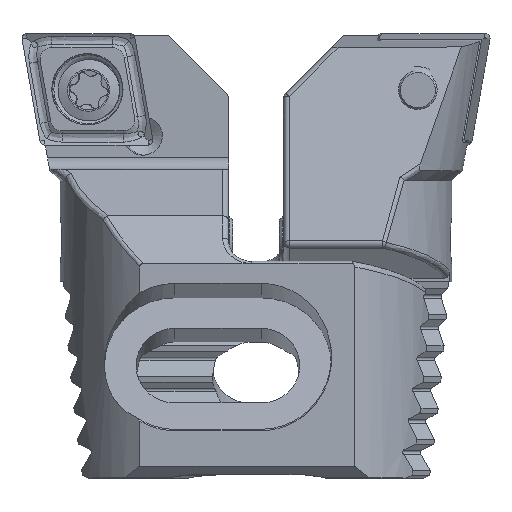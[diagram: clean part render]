
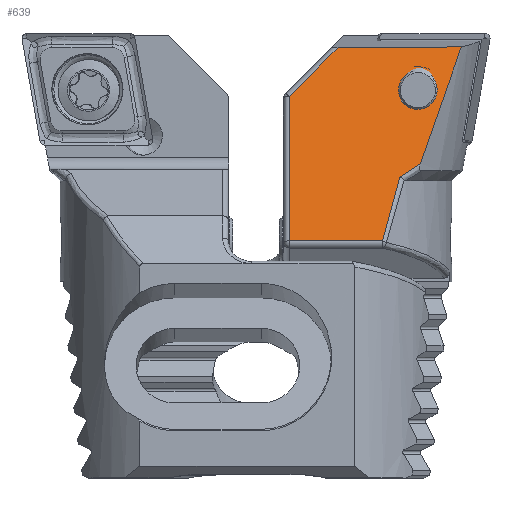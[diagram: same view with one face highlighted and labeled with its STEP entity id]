
A CAD part, top view. The second image highlights one B-rep face of the part: STEP entity #639.
In plain terms, the highlighted face is planar.
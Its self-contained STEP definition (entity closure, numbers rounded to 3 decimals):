
#155 = CARTESIAN_POINT ( 'NONE',  ( 2.593, -3.858, -8.552 ) ) ;
#187 = EDGE_CURVE ( 'NONE', #2639, #6091, #6181, .T. ) ;
#277 = CARTESIAN_POINT ( 'NONE',  ( 39.15, -0.381, -7.62 ) ) ;
#282 = VERTEX_POINT ( 'NONE', #7459 ) ;
#332 = EDGE_LOOP ( 'NONE', ( #1732 ) ) ;
#615 = ORIENTED_EDGE ( 'NONE', *, *, #4809, .T. ) ;
#639 = ADVANCED_FACE ( 'NONE', ( #4439, #4073 ), #2540, .F. ) ;
#648 = CARTESIAN_POINT ( 'NONE',  ( 6.519, -11.507, -10.601 ) ) ;
#660 = CARTESIAN_POINT ( 'NONE',  ( 17.15, -17.738, -12.271 ) ) ;
#676 = CARTESIAN_POINT ( 'NONE',  ( 9.74, -5.831, -9.08 ) ) ;
#975 = CARTESIAN_POINT ( 'NONE',  ( 5.827, -3.225, -8.382 ) ) ;
#1060 = VERTEX_POINT ( 'NONE', #5529 ) ;
#1167 = CARTESIAN_POINT ( 'NONE',  ( 6.506, -6.464, -9.25 ) ) ;
#1205 = CARTESIAN_POINT ( 'NONE',  ( 4.732, -7.998, -9.661 ) ) ;
#1215 = CARTESIAN_POINT ( 'NONE',  ( 8.152, -14.213, -11.326 ) ) ;
#1470 = VECTOR ( 'NONE', #3355, 1000. ) ;
#1704 = ORIENTED_EDGE ( 'NONE', *, *, #1978, .T. ) ;
#1721 = EDGE_CURVE ( 'NONE', #6091, #1060, #2729, .T. ) ;
#1732 = ORIENTED_EDGE ( 'NONE', *, *, #5301, .T. ) ;
#1734 = CARTESIAN_POINT ( 'NONE',  ( 8.653, -16.041, -11.816 ) ) ;
#1873 = DIRECTION ( 'NONE',  ( 0.695, -0.695, -0.186 ) ) ;
#1915 = CARTESIAN_POINT ( 'NONE',  ( 7.098, -11.891, -10.704 ) ) ;
#1978 = EDGE_CURVE ( 'NONE', #4460, #6893, #6541, .T. ) ;
#2119 = CARTESIAN_POINT ( 'NONE',  ( 7.686, -12.263, -10.804 ) ) ;
#2183 =( BOUNDED_CURVE ( )  B_SPLINE_CURVE ( 3, ( #4321, #155, #5522, #1167, #676, #5501, #4950 ),
 .UNSPECIFIED., .T., .T. ) 
 B_SPLINE_CURVE_WITH_KNOTS ( ( 4, 3, 4 ),
 ( 0., 3.142, 6.283 ),
 .UNSPECIFIED. ) 
 CURVE ( )  GEOMETRIC_REPRESENTATION_ITEM ( )  RATIONAL_B_SPLINE_CURVE ( ( 1., 0.333, 0.333, 1., 0.333, 0.333, 1. ) ) 
 REPRESENTATION_ITEM ( '' )  );
#2209 = ORIENTED_EDGE ( 'NONE', *, *, #6338, .T. ) ;
#2540 = PLANE ( 'NONE',  #3364 ) ;
#2554 = CARTESIAN_POINT ( 'NONE',  ( 25.179, -13.416, -11.113 ) ) ;
#2639 = VERTEX_POINT ( 'NONE', #2119 ) ;
#2699 = EDGE_CURVE ( 'NONE', #6893, #282, #5128, .T. ) ;
#2729 =( BOUNDED_CURVE ( )  B_SPLINE_CURVE ( 3, ( #4792, #1205, #3077, #3552 ),
 .UNSPECIFIED., .F., .F. ) 
 B_SPLINE_CURVE_WITH_KNOTS ( ( 4, 4 ),
 ( 4.093, 4.28 ),
 .UNSPECIFIED. ) 
 CURVE ( )  GEOMETRIC_REPRESENTATION_ITEM ( )  RATIONAL_B_SPLINE_CURVE ( ( 1., 0.997, 0.997, 1. ) ) 
 REPRESENTATION_ITEM ( '' )  );
#3077 = CARTESIAN_POINT ( 'NONE',  ( 3.562, -4.668, -8.769 ) ) ;
#3086 = EDGE_LOOP ( 'NONE', ( #3633, #3450, #7726, #2209, #1704, #6012, #615 ) ) ;
#3355 = DIRECTION ( 'NONE',  ( -1., 0.007, 0.002 ) ) ;
#3364 = AXIS2_PLACEMENT_3D ( 'NONE', #277, #3961, #3370 ) ;
#3370 = DIRECTION ( 'NONE',  ( 0., -0.966, -0.259 ) ) ;
#3450 = ORIENTED_EDGE ( 'NONE', *, *, #1721, .T. ) ;
#3458 = CARTESIAN_POINT ( 'NONE',  ( 39.15, -17.738, -12.271 ) ) ;
#3552 = CARTESIAN_POINT ( 'NONE',  ( 2.446, -1.152, -7.827 ) ) ;
#3633 = ORIENTED_EDGE ( 'NONE', *, *, #187, .T. ) ;
#3651 = CARTESIAN_POINT ( 'NONE',  ( 7.686, -12.263, -10.804 ) ) ;
#3961 = DIRECTION ( 'NONE',  ( 0., -0.259, 0.966 ) ) ;
#3964 = DIRECTION ( 'NONE',  ( 0., -0.966, -0.259 ) ) ;
#4073 = FACE_OUTER_BOUND ( 'NONE', #3086, .T. ) ;
#4110 = VECTOR ( 'NONE', #7600, 1000. ) ;
#4245 = CARTESIAN_POINT ( 'NONE',  ( 9.185, -17.738, -12.271 ) ) ;
#4321 = CARTESIAN_POINT ( 'NONE',  ( 5.827, -3.225, -8.382 ) ) ;
#4439 = FACE_BOUND ( 'NONE', #332, .T. ) ;
#4460 = VERTEX_POINT ( 'NONE', #6577 ) ;
#4549 = CARTESIAN_POINT ( 'NONE',  ( 39.143, -1.396, -7.892 ) ) ;
#4630 = VECTOR ( 'NONE', #1873, 1000. ) ;
#4792 = CARTESIAN_POINT ( 'NONE',  ( 5.947, -11.113, -10.496 ) ) ;
#4809 = EDGE_CURVE ( 'NONE', #282, #2639, #6485, .T. ) ;
#4950 = CARTESIAN_POINT ( 'NONE',  ( 5.827, -3.225, -8.382 ) ) ;
#4971 = CARTESIAN_POINT ( 'NONE',  ( 7.686, -12.263, -10.804 ) ) ;
#5128 = LINE ( 'NONE', #3458, #4110 ) ;
#5253 = LINE ( 'NONE', #4549, #1470 ) ;
#5301 = EDGE_CURVE ( 'NONE', #5935, #5935, #2183, .T. ) ;
#5501 = CARTESIAN_POINT ( 'NONE',  ( 9.061, -2.593, -8.212 ) ) ;
#5522 = CARTESIAN_POINT ( 'NONE',  ( 3.272, -7.097, -9.419 ) ) ;
#5529 = CARTESIAN_POINT ( 'NONE',  ( 2.446, -1.152, -7.827 ) ) ;
#5595 = VECTOR ( 'NONE', #3964, 1000. ) ;
#5777 = VERTEX_POINT ( 'NONE', #7329 ) ;
#5935 = VERTEX_POINT ( 'NONE', #975 ) ;
#6012 = ORIENTED_EDGE ( 'NONE', *, *, #2699, .T. ) ;
#6091 = VERTEX_POINT ( 'NONE', #7196 ) ;
#6181 = B_SPLINE_CURVE_WITH_KNOTS ( 'NONE', 3,
 ( #4971, #1915, #648, #6649 ),
 .UNSPECIFIED., .F., .F.,
 ( 4, 4 ),
 ( 0., 0.002 ),
 .UNSPECIFIED. ) ;
#6197 = LINE ( 'NONE', #2554, #4630 ) ;
#6338 = EDGE_CURVE ( 'NONE', #5777, #4460, #6197, .T. ) ;
#6485 =( BOUNDED_CURVE ( )  B_SPLINE_CURVE ( 3, ( #4245, #1734, #1215, #3651 ),
 .UNSPECIFIED., .F., .T. ) 
 B_SPLINE_CURVE_WITH_KNOTS ( ( 4, 4 ),
 ( 3.848, 3.984 ),
 .UNSPECIFIED. ) 
 CURVE ( )  GEOMETRIC_REPRESENTATION_ITEM ( )  RATIONAL_B_SPLINE_CURVE ( ( 1., 0.998, 0.998, 1. ) ) 
 REPRESENTATION_ITEM ( '' )  );
#6541 = LINE ( 'NONE', #7512, #5595 ) ;
#6577 = CARTESIAN_POINT ( 'NONE',  ( 17.15, -5.387, -8.961 ) ) ;
#6649 = CARTESIAN_POINT ( 'NONE',  ( 5.947, -11.113, -10.496 ) ) ;
#6893 = VERTEX_POINT ( 'NONE', #660 ) ;
#7127 = EDGE_CURVE ( 'NONE', #5777, #1060, #5253, .T. ) ;
#7196 = CARTESIAN_POINT ( 'NONE',  ( 5.947, -11.113, -10.496 ) ) ;
#7329 = CARTESIAN_POINT ( 'NONE',  ( 12.985, -1.222, -7.845 ) ) ;
#7459 = CARTESIAN_POINT ( 'NONE',  ( 9.185, -17.738, -12.271 ) ) ;
#7512 = CARTESIAN_POINT ( 'NONE',  ( 17.15, -0.381, -7.62 ) ) ;
#7600 = DIRECTION ( 'NONE',  ( -1., 0., 0. ) ) ;
#7726 = ORIENTED_EDGE ( 'NONE', *, *, #7127, .F. ) ;
